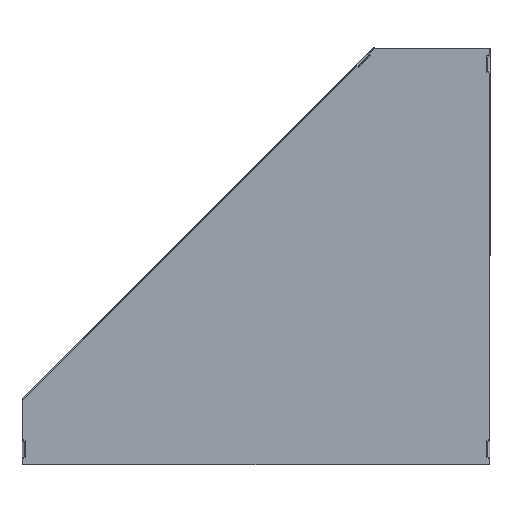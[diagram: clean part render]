
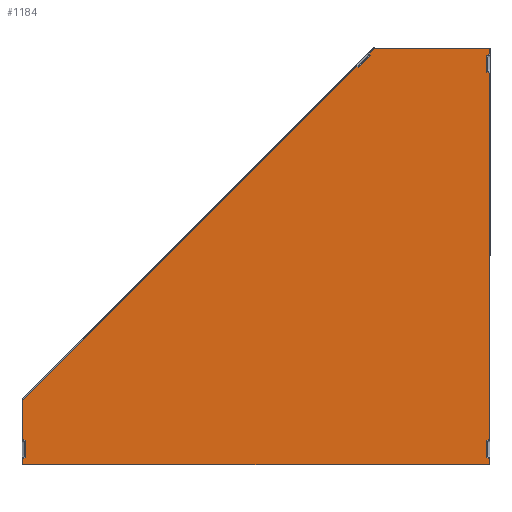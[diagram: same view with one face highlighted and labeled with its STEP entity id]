
A CAD part, front view. The second image highlights one B-rep face of the part: STEP entity #1184.
In plain terms, the highlighted planar face has unit normal (0, -1, 0).
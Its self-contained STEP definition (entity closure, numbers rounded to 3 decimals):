
#18=B_SPLINE_CURVE_WITH_KNOTS('',3,(#1945,#1946,#1947,#1948,#1949,#1950,
#1951,#1952,#1953,#1954),.UNSPECIFIED.,.F.,.F.,(4,2,2,2,4),(-0.266,
-0.245,-0.173,-0.103,-0.09),
 .UNSPECIFIED.);
#71=FACE_OUTER_BOUND('',#128,.T.);
#128=EDGE_LOOP('',(#945,#946,#947,#948,#949,#950,#951,#952,#953,#954,#955));
#168=LINE('',#1689,#298);
#195=LINE('',#1754,#325);
#235=LINE('',#1869,#365);
#259=LINE('',#1935,#389);
#260=LINE('',#1937,#390);
#261=LINE('',#1939,#391);
#262=LINE('',#1940,#392);
#263=LINE('',#1942,#393);
#264=LINE('',#1944,#394);
#265=LINE('',#1955,#395);
#298=VECTOR('',#1375,10.);
#325=VECTOR('',#1426,10.);
#365=VECTOR('',#1506,10.);
#389=VECTOR('',#1564,10.);
#390=VECTOR('',#1565,10.);
#391=VECTOR('',#1566,10.);
#392=VECTOR('',#1567,10.);
#393=VECTOR('',#1568,10.);
#394=VECTOR('',#1569,10.);
#395=VECTOR('',#1570,10.);
#465=VERTEX_POINT('',#1686);
#466=VERTEX_POINT('',#1688);
#491=VERTEX_POINT('',#1751);
#492=VERTEX_POINT('',#1753);
#530=VERTEX_POINT('',#1866);
#531=VERTEX_POINT('',#1868);
#546=VERTEX_POINT('',#1934);
#547=VERTEX_POINT('',#1936);
#548=VERTEX_POINT('',#1938);
#549=VERTEX_POINT('',#1941);
#550=VERTEX_POINT('',#1943);
#582=EDGE_CURVE('',#466,#465,#168,.T.);
#614=EDGE_CURVE('',#492,#491,#195,.T.);
#666=EDGE_CURVE('',#531,#530,#235,.T.);
#696=EDGE_CURVE('',#546,#531,#259,.T.);
#697=EDGE_CURVE('',#547,#530,#260,.T.);
#698=EDGE_CURVE('',#548,#547,#261,.T.);
#699=EDGE_CURVE('',#548,#466,#262,.T.);
#700=EDGE_CURVE('',#549,#465,#263,.T.);
#701=EDGE_CURVE('',#550,#549,#264,.T.);
#702=EDGE_CURVE('',#550,#492,#18,.T.);
#703=EDGE_CURVE('',#546,#491,#265,.T.);
#945=ORIENTED_EDGE('',*,*,#696,.T.);
#946=ORIENTED_EDGE('',*,*,#666,.T.);
#947=ORIENTED_EDGE('',*,*,#697,.F.);
#948=ORIENTED_EDGE('',*,*,#698,.F.);
#949=ORIENTED_EDGE('',*,*,#699,.T.);
#950=ORIENTED_EDGE('',*,*,#582,.T.);
#951=ORIENTED_EDGE('',*,*,#700,.F.);
#952=ORIENTED_EDGE('',*,*,#701,.F.);
#953=ORIENTED_EDGE('',*,*,#702,.T.);
#954=ORIENTED_EDGE('',*,*,#614,.T.);
#955=ORIENTED_EDGE('',*,*,#703,.F.);
#1071=PLANE('',#1295);
#1184=ADVANCED_FACE('',(#71),#1071,.F.);
#1295=AXIS2_PLACEMENT_3D('',#1933,#1562,#1563);
#1375=DIRECTION('',(0.,0.,1.));
#1426=DIRECTION('',(-0.707,0.,-0.707));
#1506=DIRECTION('',(0.,0.,-1.));
#1562=DIRECTION('center_axis',(0.,1.,0.));
#1563=DIRECTION('ref_axis',(0.,0.,1.));
#1564=DIRECTION('',(-1.,0.,0.));
#1565=DIRECTION('',(-1.,0.,0.));
#1566=DIRECTION('',(-1.,0.,0.));
#1567=DIRECTION('',(1.,0.,0.));
#1568=DIRECTION('',(1.,0.,0.));
#1569=DIRECTION('',(1.,0.,0.));
#1570=DIRECTION('',(-0.707,0.,0.707));
#1686=CARTESIAN_POINT('',(-1.,-1.,0.));
#1688=CARTESIAN_POINT('',(-1.,-1.,-534.));
#1689=CARTESIAN_POINT('',(-1.,-1.,-295.019));
#1751=CARTESIAN_POINT('',(-598.707,-1.,-450.121));
#1753=CARTESIAN_POINT('',(-148.586,-1.,0.));
#1754=CARTESIAN_POINT('',(-364.572,-1.,-215.986));
#1866=CARTESIAN_POINT('',(-599.,-1.,-534.));
#1868=CARTESIAN_POINT('',(-599.,-1.,-450.828));
#1869=CARTESIAN_POINT('',(-599.,-1.,-407.726));
#1933=CARTESIAN_POINT('Origin',(-239.623,-1.,-323.038));
#1934=CARTESIAN_POINT('',(-598.,-1.,-450.828));
#1935=CARTESIAN_POINT('',(-419.311,-1.,-450.828));
#1936=CARTESIAN_POINT('',(-598.,-1.,-534.));
#1937=CARTESIAN_POINT('',(-419.811,-1.,-534.));
#1938=CARTESIAN_POINT('',(-2.,-1.,-534.));
#1939=CARTESIAN_POINT('',(0.,-1.,-534.));
#1940=CARTESIAN_POINT('',(-419.811,-1.,-534.));
#1941=CARTESIAN_POINT('',(-2.,-1.,0.));
#1942=CARTESIAN_POINT('',(-119.811,-1.,0.));
#1943=CARTESIAN_POINT('',(-147.172,-1.,0.));
#1944=CARTESIAN_POINT('',(-150.,-1.,0.));
#1945=CARTESIAN_POINT('Ctrl Pts',(-147.172,-1.,0.));
#1946=CARTESIAN_POINT('Ctrl Pts',(-147.227,-1.,-0.007));
#1947=CARTESIAN_POINT('Ctrl Pts',(-147.282,-1.,-0.013));
#1948=CARTESIAN_POINT('Ctrl Pts',(-147.532,-1.,-0.042));
#1949=CARTESIAN_POINT('Ctrl Pts',(-147.725,-1.,-0.061));
#1950=CARTESIAN_POINT('Ctrl Pts',(-148.111,-1.,-0.067));
#1951=CARTESIAN_POINT('Ctrl Pts',(-148.296,-1.,
-0.054));
#1952=CARTESIAN_POINT('Ctrl Pts',(-148.518,-1.,
-0.014));
#1953=CARTESIAN_POINT('Ctrl Pts',(-148.552,-1.,-0.008));
#1954=CARTESIAN_POINT('Ctrl Pts',(-148.586,-1.,0.));
#1955=CARTESIAN_POINT('',(-541.06,-1.,-507.768));
